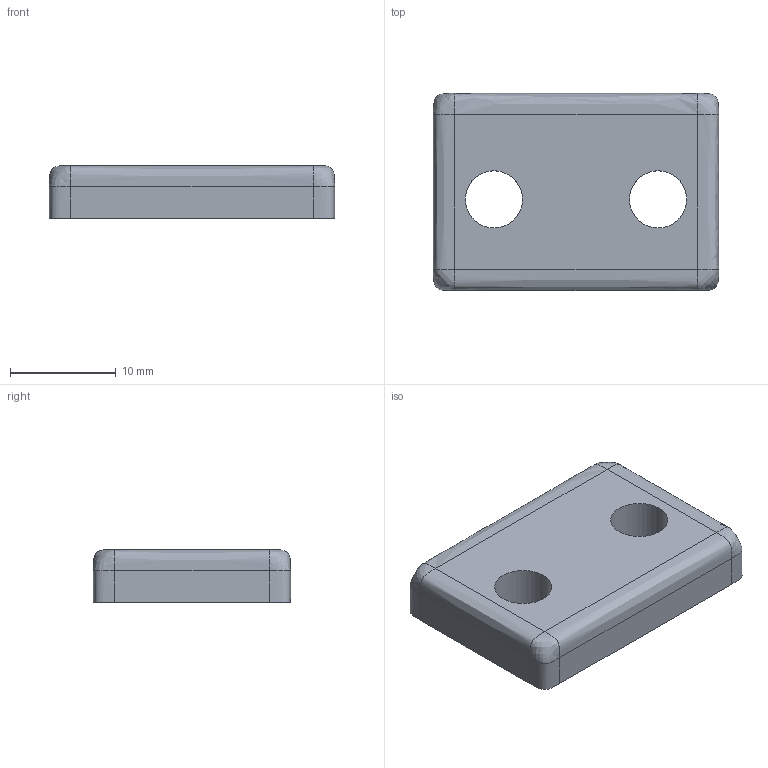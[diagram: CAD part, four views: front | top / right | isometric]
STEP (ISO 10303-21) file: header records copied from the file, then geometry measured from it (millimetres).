
FILE_DESCRIPTION(/* description */ ('STEP AP242','CAx-IF Rec.Pracs.---Representation and Presentation of Product Manufacturing Information (PMI)---4.0---2014-10-13','CAx-IF Rec.Pracs.---3D Tessellated Geometry---0.4---2014-09-14','2;1'),/* implementation_level */ '2;1');
FILE_NAME(/* name */ '6383bd00d8da616e7a76ed98',/* time_stamp */ '2022-11-27T19:39:45+00:00',/* author */ (''),/* organization */ (''),/* preprocessor_version */ 'ST-DEVELOPER v18.102',/* originating_system */ ' ',/* authorisation */ ' ');
FILE_SCHEMA (('AP242_MANAGED_MODEL_BASED_3D_ENGINEERING_MIM_LF { 1 0 10303 442 1 1 4 }'));
Length unit declared in the file: metre
Products named in the file (1): bumper
Bounding box: 26.92 x 18.6 x 5 mm (x, y, z)
Volume: 2226.2 mm3; surface area: 1569.9 mm2
Topology: 1 solids, 1 shells, 166 faces, 438 edges, 288 vertices
Faces by surface type: plane 96, bspline 68, cylinder 2
Full cylindrical faces by diameter (mm): 5.4 x2
Entity records: 7158 total; most frequent: CARTESIAN_POINT 3511, ORIENTED_EDGE 872, DIRECTION 494, EDGE_CURVE 436, VERTEX_POINT 288, LINE 288, VECTOR 288, EDGE_LOOP 186
